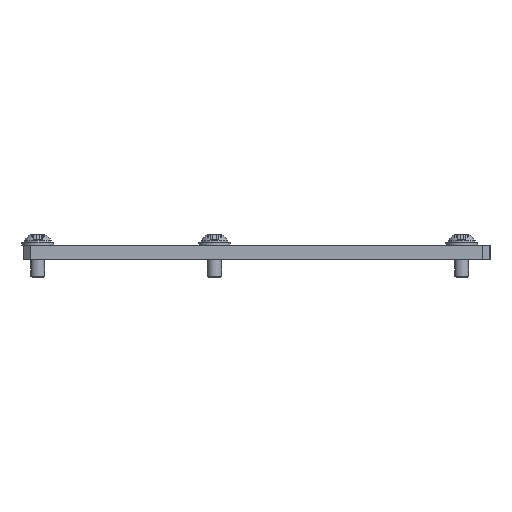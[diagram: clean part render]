
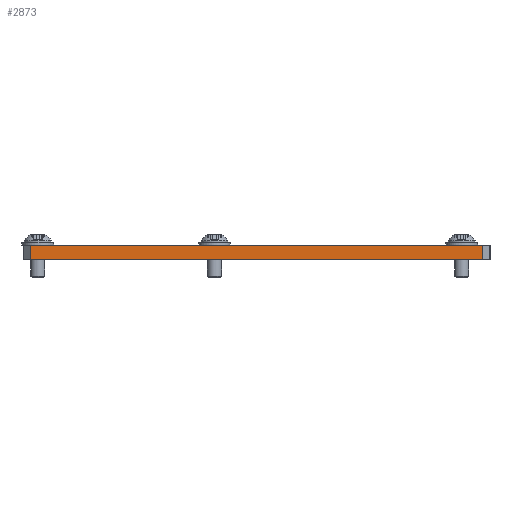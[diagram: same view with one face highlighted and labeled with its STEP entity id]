
A CAD part, left-side view. The second image highlights one B-rep face of the part: STEP entity #2873.
In plain terms, the highlighted face is planar.
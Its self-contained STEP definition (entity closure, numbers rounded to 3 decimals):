
#253 = VECTOR ( 'NONE', #2008, 1000. ) ;
#275 = EDGE_CURVE ( 'NONE', #490, #2578, #3119, .T. ) ;
#383 = ORIENTED_EDGE ( 'NONE', *, *, #275, .F. ) ;
#482 = CARTESIAN_POINT ( 'NONE',  ( 300., -66., 4. ) ) ;
#490 = VERTEX_POINT ( 'NONE', #800 ) ;
#716 = DIRECTION ( 'NONE',  ( -1., 0., 0. ) ) ;
#741 = CARTESIAN_POINT ( 'NONE',  ( 300., 64., 4. ) ) ;
#749 = EDGE_CURVE ( 'NONE', #1011, #2578, #2215, .T. ) ;
#767 = EDGE_CURVE ( 'NONE', #2462, #1011, #3233, .T. ) ;
#800 = CARTESIAN_POINT ( 'NONE',  ( 300., -64., 4. ) ) ;
#915 = VECTOR ( 'NONE', #2623, 1000. ) ;
#931 = DIRECTION ( 'NONE',  ( 0., 0., 1. ) ) ;
#965 = PLANE ( 'NONE',  #2608 ) ;
#1011 = VERTEX_POINT ( 'NONE', #3163 ) ;
#1225 = CARTESIAN_POINT ( 'NONE',  ( 300., -64., 4. ) ) ;
#1636 = CARTESIAN_POINT ( 'NONE',  ( 300., -66., 4. ) ) ;
#1718 = DIRECTION ( 'NONE',  ( 0., 0., 1. ) ) ;
#1722 = LINE ( 'NONE', #1225, #253 ) ;
#1754 = CARTESIAN_POINT ( 'NONE',  ( 300., -64., 0. ) ) ;
#1903 = ORIENTED_EDGE ( 'NONE', *, *, #2414, .T. ) ;
#2008 = DIRECTION ( 'NONE',  ( 0., 0., -1. ) ) ;
#2043 = CARTESIAN_POINT ( 'NONE',  ( 300., 64., 4. ) ) ;
#2215 = LINE ( 'NONE', #741, #3024 ) ;
#2250 = EDGE_LOOP ( 'NONE', ( #383, #1903, #2529, #2652 ) ) ;
#2414 = EDGE_CURVE ( 'NONE', #490, #2462, #1722, .T. ) ;
#2462 = VERTEX_POINT ( 'NONE', #1754 ) ;
#2467 = DIRECTION ( 'NONE',  ( 0., 1., 0. ) ) ;
#2529 = ORIENTED_EDGE ( 'NONE', *, *, #767, .T. ) ;
#2578 = VERTEX_POINT ( 'NONE', #2043 ) ;
#2608 = AXIS2_PLACEMENT_3D ( 'NONE', #482, #716, #1718 ) ;
#2623 = DIRECTION ( 'NONE',  ( 0., 1., 0. ) ) ;
#2652 = ORIENTED_EDGE ( 'NONE', *, *, #749, .T. ) ;
#2675 = CARTESIAN_POINT ( 'NONE',  ( 300., -66., 0. ) ) ;
#2873 = ADVANCED_FACE ( 'NONE', ( #3224 ), #965, .F. ) ;
#3024 = VECTOR ( 'NONE', #931, 1000. ) ;
#3075 = VECTOR ( 'NONE', #2467, 1000. ) ;
#3119 = LINE ( 'NONE', #1636, #915 ) ;
#3163 = CARTESIAN_POINT ( 'NONE',  ( 300., 64., 0. ) ) ;
#3224 = FACE_OUTER_BOUND ( 'NONE', #2250, .T. ) ;
#3233 = LINE ( 'NONE', #2675, #3075 ) ;
